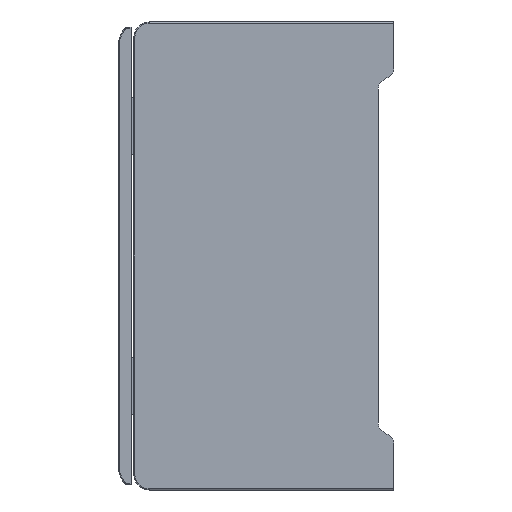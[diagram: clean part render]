
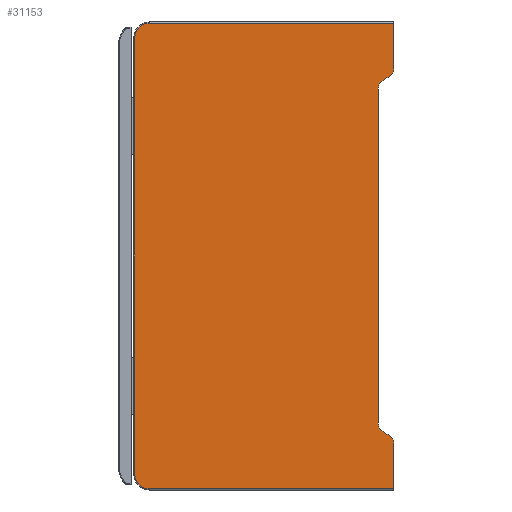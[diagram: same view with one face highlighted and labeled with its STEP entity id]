
A CAD part, left-side view. The second image highlights one B-rep face of the part: STEP entity #31153.
In plain terms, the highlighted planar face has unit normal (-1, 0, 0).
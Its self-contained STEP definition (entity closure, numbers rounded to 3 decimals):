
#4237=DIRECTION('',(0.,0.,1.));
#4238=VECTOR('',#4237,8.8);
#4239=CARTESIAN_POINT('',(-110.,0.,36.));
#4240=LINE('',#4239,#4238);
#4255=DIRECTION('',(0.,-0.866,-0.5));
#4256=VECTOR('',#4255,1.309);
#4257=CARTESIAN_POINT('',(-110.,2.,-33.845));
#4258=LINE('',#4257,#4256);
#4259=CARTESIAN_POINT('',(-110.,1.732,-36.));
#4260=DIRECTION('',(1.,0.,0.));
#4261=DIRECTION('',(0.,-0.5,0.866));
#4262=AXIS2_PLACEMENT_3D('',#4259,#4260,#4261);
#4264=CARTESIAN_POINT('',(-110.,47.,-42.));
#4265=DIRECTION('',(1.,0.,0.));
#4266=DIRECTION('',(0.,0.,-1.));
#4267=AXIS2_PLACEMENT_3D('',#4264,#4265,#4266);
#4269=CARTESIAN_POINT('',(-110.,47.,42.));
#4270=DIRECTION('',(1.,0.,0.));
#4271=DIRECTION('',(0.,1.,0.));
#4272=AXIS2_PLACEMENT_3D('',#4269,#4270,#4271);
#4274=CARTESIAN_POINT('',(-110.,1.732,36.));
#4275=DIRECTION('',(1.,0.,0.));
#4276=DIRECTION('',(0.,-1.,0.));
#4277=AXIS2_PLACEMENT_3D('',#4274,#4275,#4276);
#4279=DIRECTION('',(0.,0.866,-0.5));
#4280=VECTOR('',#4279,1.309);
#4281=CARTESIAN_POINT('',(-110.,0.866,34.5));
#4282=LINE('',#4281,#4280);
#4283=CARTESIAN_POINT('',(-110.,1.,32.113));
#4284=DIRECTION('',(-1.,0.,0.));
#4285=DIRECTION('',(0.,0.5,0.866));
#4286=AXIS2_PLACEMENT_3D('',#4283,#4284,#4285);
#4288=DIRECTION('',(0.,0.,-1.));
#4289=VECTOR('',#4288,64.226);
#4290=CARTESIAN_POINT('',(-110.,3.,32.113));
#4291=LINE('',#4290,#4289);
#4292=CARTESIAN_POINT('',(-110.,1.,-32.113));
#4293=DIRECTION('',(-1.,0.,0.));
#4294=DIRECTION('',(0.,1.,0.));
#4295=AXIS2_PLACEMENT_3D('',#4292,#4293,#4294);
#9719=DIRECTION('',(0.,0.,1.));
#9720=VECTOR('',#9719,8.8);
#9721=CARTESIAN_POINT('',(-110.,0.,-44.8));
#9722=LINE('',#9721,#9720);
#9735=DIRECTION('',(0.,-1.,0.));
#9736=VECTOR('',#9735,47.);
#9737=CARTESIAN_POINT('',(-110.,47.,-44.8));
#9738=LINE('',#9737,#9736);
#9758=DIRECTION('',(0.,0.,-1.));
#9759=VECTOR('',#9758,84.);
#9760=CARTESIAN_POINT('',(-110.,49.8,42.));
#9761=LINE('',#9760,#9759);
#9777=DIRECTION('',(0.,1.,0.));
#9778=VECTOR('',#9777,47.);
#9779=CARTESIAN_POINT('',(-110.,0.,44.8));
#9780=LINE('',#9779,#9778);
#21604=CARTESIAN_POINT('',(-110.,2.,-33.845));
#21605=VERTEX_POINT('',#21604);
#21606=CARTESIAN_POINT('',(-110.,0.866,-34.5));
#21607=VERTEX_POINT('',#21606);
#21608=CARTESIAN_POINT('',(-110.,3.,-32.113));
#21609=VERTEX_POINT('',#21608);
#21610=CARTESIAN_POINT('',(-110.,3.,32.113));
#21611=VERTEX_POINT('',#21610);
#21656=CARTESIAN_POINT('',(-110.,2.,33.845));
#21657=VERTEX_POINT('',#21656);
#21658=CARTESIAN_POINT('',(-110.,0.866,34.5));
#21659=VERTEX_POINT('',#21658);
#21660=CARTESIAN_POINT('',(-110.,0.,36.));
#21661=VERTEX_POINT('',#21660);
#21662=CARTESIAN_POINT('',(-110.,0.,44.8));
#21663=VERTEX_POINT('',#21662);
#21668=CARTESIAN_POINT('',(-110.,0.,-36.));
#21669=VERTEX_POINT('',#21668);
#21670=CARTESIAN_POINT('',(-110.,0.,-44.8));
#21671=VERTEX_POINT('',#21670);
#21672=CARTESIAN_POINT('',(-110.,47.,-44.8));
#21673=VERTEX_POINT('',#21672);
#21674=CARTESIAN_POINT('',(-110.,49.8,-42.));
#21675=VERTEX_POINT('',#21674);
#21676=CARTESIAN_POINT('',(-110.,49.8,42.));
#21677=VERTEX_POINT('',#21676);
#21678=CARTESIAN_POINT('',(-110.,47.,44.8));
#21679=VERTEX_POINT('',#21678);
#31123=CARTESIAN_POINT('',(-110.,0.,-45.));
#31124=DIRECTION('',(-1.,0.,0.));
#31125=DIRECTION('',(0.,0.,1.));
#31126=AXIS2_PLACEMENT_3D('',#31123,#31124,#31125);
#31127=PLANE('',#31126);
#31129=ORIENTED_EDGE('',*,*,#31128,.T.);
#31131=ORIENTED_EDGE('',*,*,#31130,.T.);
#31133=ORIENTED_EDGE('',*,*,#31132,.F.);
#31135=ORIENTED_EDGE('',*,*,#31134,.F.);
#31137=ORIENTED_EDGE('',*,*,#31136,.T.);
#31139=ORIENTED_EDGE('',*,*,#31138,.F.);
#31141=ORIENTED_EDGE('',*,*,#31140,.T.);
#31143=ORIENTED_EDGE('',*,*,#31142,.F.);
#31144=ORIENTED_EDGE('',*,*,#31111,.F.);
#31145=ORIENTED_EDGE('',*,*,#31100,.T.);
#31146=ORIENTED_EDGE('',*,*,#31085,.T.);
#31147=ORIENTED_EDGE('',*,*,#31070,.T.);
#31148=ORIENTED_EDGE('',*,*,#30992,.T.);
#31150=ORIENTED_EDGE('',*,*,#31149,.T.);
#31151=EDGE_LOOP('',(#31129,#31131,#31133,#31135,#31137,#31139,#31141,#31143,
#31144,#31145,#31146,#31147,#31148,#31150));
#31152=FACE_OUTER_BOUND('',#31151,.F.);
#31153=ADVANCED_FACE('',(#31152),#31127,.T.);
#4263=CIRCLE('',#4262,1.732);
#4268=CIRCLE('',#4267,2.8);
#4273=CIRCLE('',#4272,2.8);
#4278=CIRCLE('',#4277,1.732);
#4287=CIRCLE('',#4286,2.);
#4296=CIRCLE('',#4295,2.);
#30992=EDGE_CURVE('',#21611,#21609,#4291,.T.);
#31070=EDGE_CURVE('',#21657,#21611,#4287,.T.);
#31085=EDGE_CURVE('',#21659,#21657,#4282,.T.);
#31100=EDGE_CURVE('',#21661,#21659,#4278,.T.);
#31111=EDGE_CURVE('',#21661,#21663,#4240,.T.);
#31128=EDGE_CURVE('',#21605,#21607,#4258,.T.);
#31130=EDGE_CURVE('',#21607,#21669,#4263,.T.);
#31132=EDGE_CURVE('',#21671,#21669,#9722,.T.);
#31134=EDGE_CURVE('',#21673,#21671,#9738,.T.);
#31136=EDGE_CURVE('',#21673,#21675,#4268,.T.);
#31138=EDGE_CURVE('',#21677,#21675,#9761,.T.);
#31140=EDGE_CURVE('',#21677,#21679,#4273,.T.);
#31142=EDGE_CURVE('',#21663,#21679,#9780,.T.);
#31149=EDGE_CURVE('',#21609,#21605,#4296,.T.);
